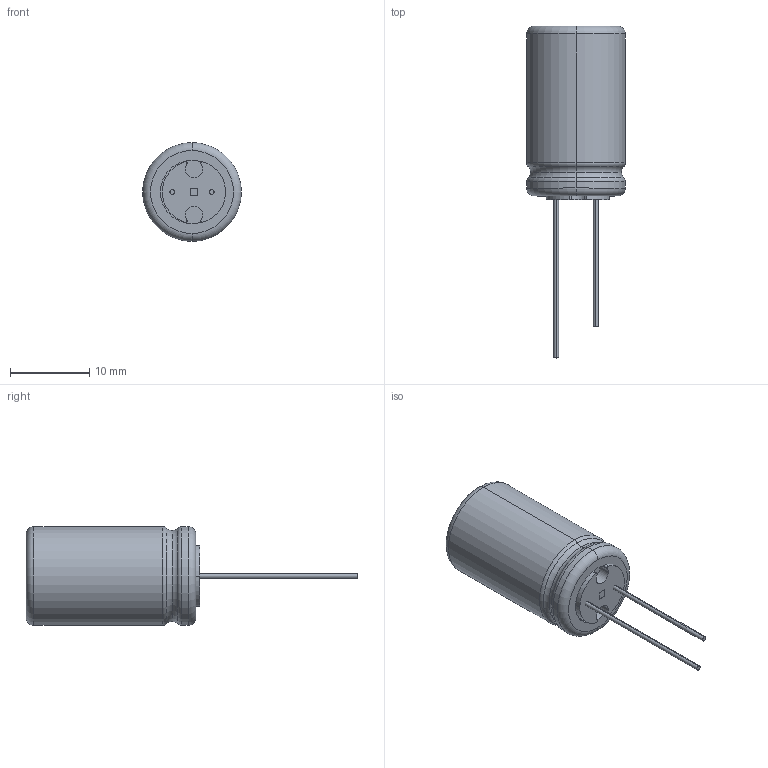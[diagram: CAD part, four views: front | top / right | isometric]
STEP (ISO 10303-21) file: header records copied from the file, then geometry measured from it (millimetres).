
FILE_DESCRIPTION (( 'STEP AP214' ), '1' );
FILE_NAME ('UVZ2D470MHD.STEP', '2022-12-30T20:31:37', ( '' ), ( '' ), 'SwSTEP 2.0', 'SolidWorks 2021', '' );
FILE_SCHEMA (( 'AUTOMOTIVE_DESIGN' ));
Length unit declared in the file: millimetre
Products named in the file (1): UVZ2D470MHD
Bounding box: 12.5 x 42 x 12.5 mm (x, y, z)
Volume: 2621.8 mm3; surface area: 1294.2 mm2
Topology: 4 solids, 4 shells, 51 faces, 109 edges, 68 vertices
Faces by surface type: cylinder 25, plane 14, torus 12
Entity records: 1464 total; most frequent: DIRECTION 285, CARTESIAN_POINT 229, ORIENTED_EDGE 218, AXIS2_PLACEMENT_3D 124, EDGE_CURVE 109, CIRCLE 72, VERTEX_POINT 68, EDGE_LOOP 53
